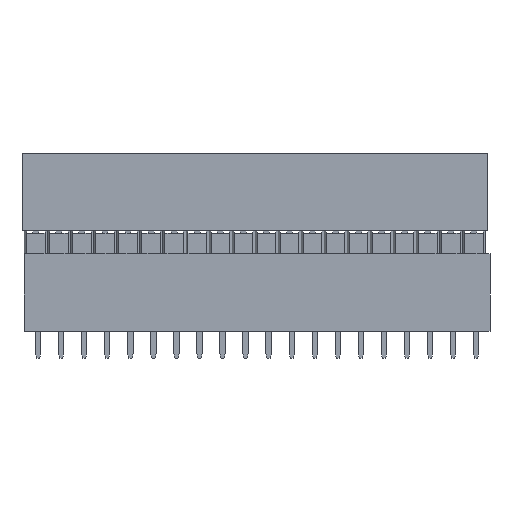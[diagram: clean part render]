
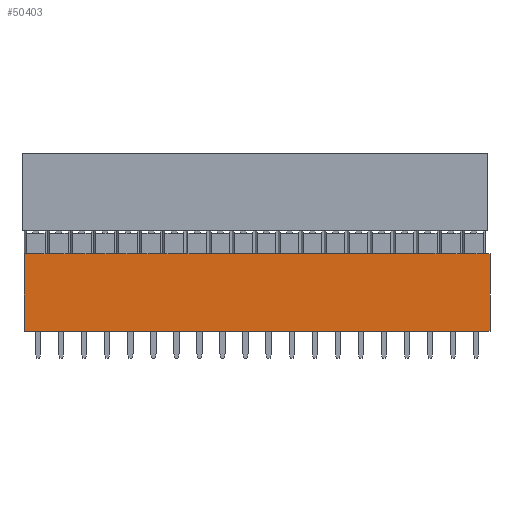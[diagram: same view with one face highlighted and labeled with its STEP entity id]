
A CAD part, front view. The second image highlights one B-rep face of the part: STEP entity #50403.
In plain terms, the highlighted face is planar.
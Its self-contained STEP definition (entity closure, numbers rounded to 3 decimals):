
#1865=FACE_OUTER_BOUND('',#4749,.T.);
#4749=EDGE_LOOP('',(#35541,#35542,#35543,#35544));
#7213=LINE('',#68233,#14267);
#8659=LINE('',#71225,#15713);
#8742=LINE('',#71391,#15796);
#8743=LINE('',#71392,#15797);
#14267=VECTOR('',#55512,8.5);
#15713=VECTOR('',#58120,25.9);
#15796=VECTOR('',#58205,25.9);
#15797=VECTOR('',#58206,8.5);
#21321=VERTEX_POINT('',#68230);
#21322=VERTEX_POINT('',#68232);
#22287=VERTEX_POINT('',#71224);
#22369=VERTEX_POINT('',#71390);
#25837=EDGE_CURVE('',#21322,#21321,#7213,.T.);
#27283=EDGE_CURVE('',#21322,#22287,#8659,.T.);
#27366=EDGE_CURVE('',#21321,#22369,#8742,.T.);
#27367=EDGE_CURVE('',#22287,#22369,#8743,.T.);
#35541=ORIENTED_EDGE('',*,*,#27366,.T.);
#35542=ORIENTED_EDGE('',*,*,#27367,.F.);
#35543=ORIENTED_EDGE('',*,*,#27283,.F.);
#35544=ORIENTED_EDGE('',*,*,#25837,.T.);
#47579=PLANE('',#53255);
#50403=ADVANCED_FACE('',(#1865),#47579,.T.);
#53255=AXIS2_PLACEMENT_3D('',#71389,#58203,#58204);
#55512=DIRECTION('',(0.,-1.,0.));
#58120=DIRECTION('',(1.,0.,0.));
#58203=DIRECTION('center_axis',(0.,0.,1.));
#58204=DIRECTION('ref_axis',(0.,-1.,0.));
#58205=DIRECTION('',(1.,0.,0.));
#58206=DIRECTION('',(0.,-1.,0.));
#68230=CARTESIAN_POINT('',(-38.35,0.,2.5));
#68232=CARTESIAN_POINT('',(-38.35,8.5,2.5));
#68233=CARTESIAN_POINT('',(-38.35,8.5,2.5));
#71224=CARTESIAN_POINT('',(12.95,8.5,2.5));
#71225=CARTESIAN_POINT('',(-38.35,8.5,2.5));
#71389=CARTESIAN_POINT('Origin',(-12.95,8.5,2.5));
#71390=CARTESIAN_POINT('',(12.95,0.,2.5));
#71391=CARTESIAN_POINT('',(-38.35,0.,2.5));
#71392=CARTESIAN_POINT('',(12.95,8.5,2.5));
